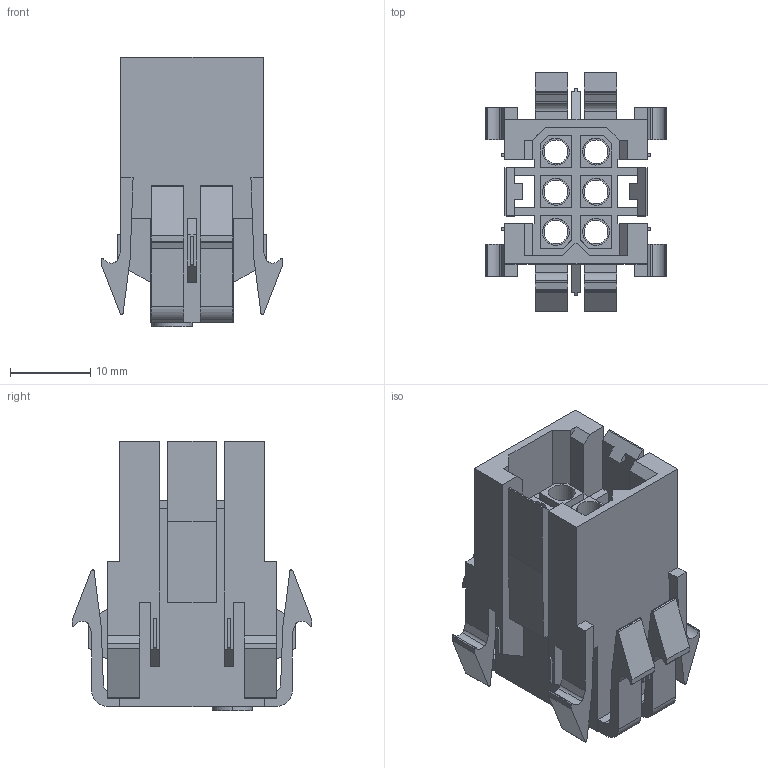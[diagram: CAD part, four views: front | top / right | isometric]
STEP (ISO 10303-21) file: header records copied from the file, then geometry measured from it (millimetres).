
FILE_DESCRIPTION(('CATIA V5 STEP Exchange','CAx-IF Rec.Pracs.--- Model Styling and Organization---1.2---2011-12-15'),'2;1');
FILE_NAME ('D1451780_0_1414100000_1414100000.stp','2018-09-20T17:59:20+00:00',('none'),('Weidmueller'),'CATIA Version 5-6 Release 2014','CATIA V5 STEP AP214','none');
FILE_SCHEMA(('AUTOMOTIVE_DESIGN { 1 0 10303 214 1 1 1 1 }'));
Length unit declared in the file: millimetre
Products named in the file (1): 1414100000
Bounding box: 22.6 x 29.8 x 33.5 mm (x, y, z)
Volume: 6096.5 mm3; surface area: 7370.3 mm2
Topology: 1 solids, 1 shells, 349 faces, 970 edges, 646 vertices
Faces by surface type: plane 239, cylinder 110
Entity records: 10072 total; most frequent: ORIENTED_EDGE 1940, CARTESIAN_POINT 1784, DIRECTION 1304, EDGE_CURVE 970, VECTOR 750, LINE 750, VERTEX_POINT 646, AXIS2_PLACEMENT_3D 388
